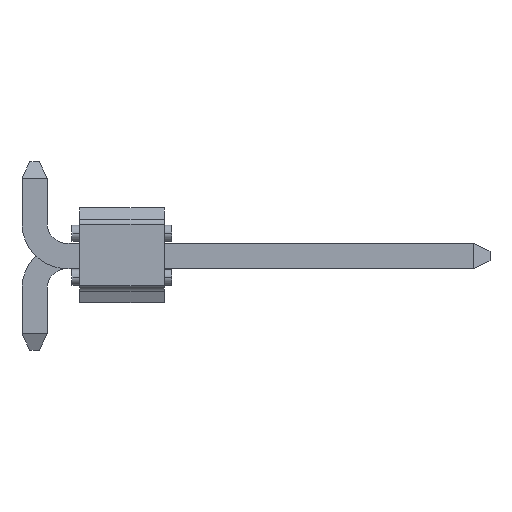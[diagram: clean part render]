
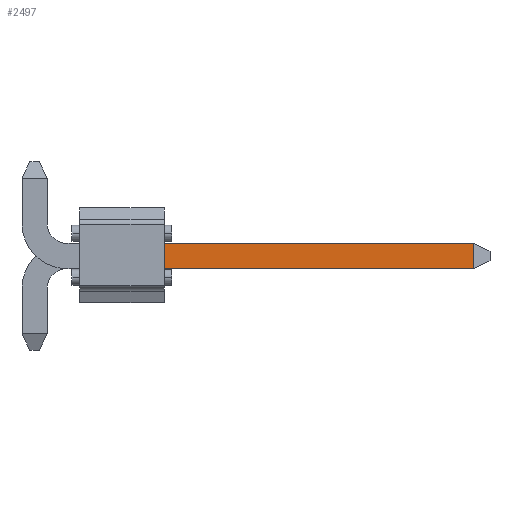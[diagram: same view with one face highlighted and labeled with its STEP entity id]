
A CAD part, front view. The second image highlights one B-rep face of the part: STEP entity #2497.
In plain terms, the highlighted planar face has unit normal (0, -1, 0).
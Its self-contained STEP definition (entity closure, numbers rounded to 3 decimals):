
#196=DIRECTION('',(0.,0.,1.));
#197=VECTOR('',#196,0.64);
#198=CARTESIAN_POINT('',(2.14,-7.94,-0.335));
#199=LINE('877',#198,#197);
#420=DIRECTION('',(-1.,0.,0.));
#421=VECTOR('',#420,7.851);
#422=CARTESIAN_POINT('',(9.991,-7.94,0.305));
#423=LINE('886',#422,#421);
#492=DIRECTION('',(1.,0.,0.));
#493=VECTOR('',#492,7.851);
#494=CARTESIAN_POINT('',(2.14,-7.94,-0.335));
#495=LINE('885',#494,#493);
#1770=DIRECTION('',(0.,0.,1.));
#1771=VECTOR('',#1770,0.64);
#1772=CARTESIAN_POINT('',(9.991,-7.94,-0.335));
#1773=LINE('505',#1772,#1771);
#2066=CARTESIAN_POINT('',(9.991,-7.94,-0.335));
#2067=CARTESIAN_POINT('',(9.991,-7.94,0.305));
#2068=VERTEX_POINT('',#2066);
#2069=VERTEX_POINT('',#2067);
#2366=CARTESIAN_POINT('',(2.14,-7.94,-0.335));
#2367=CARTESIAN_POINT('',(2.14,-7.94,0.305));
#2368=VERTEX_POINT('',#2366);
#2369=VERTEX_POINT('',#2367);
#2482=CARTESIAN_POINT('',(4.261,-7.94,0.809));
#2483=DIRECTION('',(0.,1.,0.));
#2484=DIRECTION('',(0.,0.,-1.));
#2485=AXIS2_PLACEMENT_3D('',#2482,#2483,#2484);
#2486=PLANE('487',#2485);
#2488=ORIENTED_EDGE('877',*,*,#2487,.T.);
#2490=ORIENTED_EDGE('886',*,*,#2489,.F.);
#2492=ORIENTED_EDGE('505',*,*,#2491,.F.);
#2494=ORIENTED_EDGE('885',*,*,#2493,.F.);
#2495=EDGE_LOOP('487',(#2488,#2490,#2492,#2494));
#2496=FACE_OUTER_BOUND('487',#2495,.F.);
#2487=EDGE_CURVE('877',#2368,#2369,#199,.T.);
#2489=EDGE_CURVE('886',#2069,#2369,#423,.T.);
#2491=EDGE_CURVE('505',#2068,#2069,#1773,.T.);
#2493=EDGE_CURVE('885',#2368,#2068,#495,.T.);
#2497=ADVANCED_FACE('487',(#2496),#2486,.F.);
